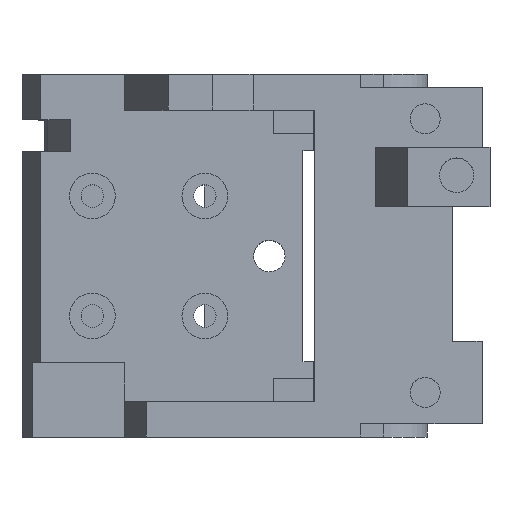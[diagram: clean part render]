
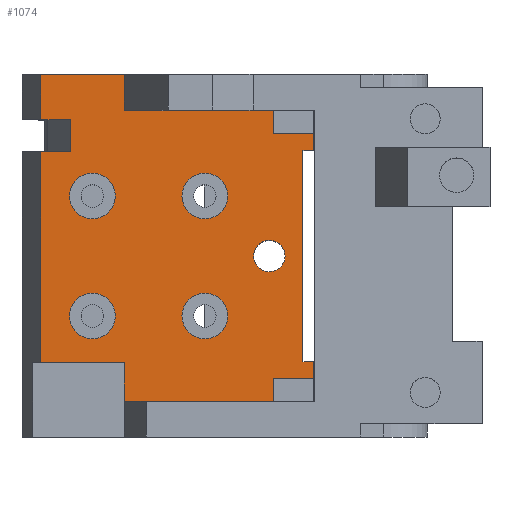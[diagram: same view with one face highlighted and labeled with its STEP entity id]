
A CAD part, top view. The second image highlights one B-rep face of the part: STEP entity #1074.
In plain terms, the highlighted planar face has unit normal (0, 0, 1).
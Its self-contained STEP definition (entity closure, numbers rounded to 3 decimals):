
#282 = VERTEX_POINT('',#283);
#283 = CARTESIAN_POINT('',(-14.88,24.2,35.1));
#289 = EDGE_CURVE('',#282,#290,#292,.T.);
#290 = VERTEX_POINT('',#291);
#291 = CARTESIAN_POINT('',(-3.728,24.2,35.1));
#292 = LINE('',#293,#294);
#293 = CARTESIAN_POINT('',(1.568,24.2,35.1));
#294 = VECTOR('',#295,1.);
#295 = DIRECTION('',(1.,0.,0.));
#1050 = VERTEX_POINT('',#1051);
#1051 = CARTESIAN_POINT('',(-3.728,19.4,35.1));
#1064 = EDGE_CURVE('',#1050,#290,#1065,.T.);
#1065 = LINE('',#1066,#1067);
#1066 = CARTESIAN_POINT('',(-3.728,-24.2,35.1));
#1067 = VECTOR('',#1068,1.);
#1068 = DIRECTION('',(0.,1.,0.));
#1074 = ADVANCED_FACE('',(#1075,#1221,#1232,#1243,#1254,#1274),#1285,.T.
  );
#1075 = FACE_BOUND('',#1076,.T.);
#1076 = EDGE_LOOP('',(#1077,#1085,#1093,#1101,#1109,#1117,#1125,#1133,
    #1141,#1149,#1157,#1165,#1173,#1181,#1189,#1197,#1205,#1213,#1219,
    #1220));
#1077 = ORIENTED_EDGE('',*,*,#1078,.F.);
#1078 = EDGE_CURVE('',#1079,#282,#1081,.T.);
#1079 = VERTEX_POINT('',#1080);
#1080 = CARTESIAN_POINT('',(-14.88,18.2,35.1));
#1081 = LINE('',#1082,#1083);
#1082 = CARTESIAN_POINT('',(-14.88,-24.2,35.1));
#1083 = VECTOR('',#1084,1.);
#1084 = DIRECTION('',(0.,1.,0.));
#1085 = ORIENTED_EDGE('',*,*,#1086,.F.);
#1086 = EDGE_CURVE('',#1087,#1079,#1089,.T.);
#1087 = VERTEX_POINT('',#1088);
#1088 = CARTESIAN_POINT('',(-10.88,18.2,35.1));
#1089 = LINE('',#1090,#1091);
#1090 = CARTESIAN_POINT('',(-14.,18.2,35.1));
#1091 = VECTOR('',#1092,1.);
#1092 = DIRECTION('',(-1.,-0.,-0.));
#1093 = ORIENTED_EDGE('',*,*,#1094,.F.);
#1094 = EDGE_CURVE('',#1095,#1087,#1097,.T.);
#1095 = VERTEX_POINT('',#1096);
#1096 = CARTESIAN_POINT('',(-10.88,13.9,35.1));
#1097 = LINE('',#1098,#1099);
#1098 = CARTESIAN_POINT('',(-10.88,13.9,35.1));
#1099 = VECTOR('',#1100,1.);
#1100 = DIRECTION('',(0.,1.,0.));
#1101 = ORIENTED_EDGE('',*,*,#1102,.F.);
#1102 = EDGE_CURVE('',#1103,#1095,#1105,.T.);
#1103 = VERTEX_POINT('',#1104);
#1104 = CARTESIAN_POINT('',(-14.88,13.9,35.1));
#1105 = LINE('',#1106,#1107);
#1106 = CARTESIAN_POINT('',(-14.38,13.9,35.1));
#1107 = VECTOR('',#1108,1.);
#1108 = DIRECTION('',(1.,0.,0.));
#1109 = ORIENTED_EDGE('',*,*,#1110,.F.);
#1110 = EDGE_CURVE('',#1111,#1103,#1113,.T.);
#1111 = VERTEX_POINT('',#1112);
#1112 = CARTESIAN_POINT('',(-14.88,-14.2,35.1));
#1113 = LINE('',#1114,#1115);
#1114 = CARTESIAN_POINT('',(-14.88,-24.2,35.1));
#1115 = VECTOR('',#1116,1.);
#1116 = DIRECTION('',(0.,1.,0.));
#1117 = ORIENTED_EDGE('',*,*,#1118,.F.);
#1118 = EDGE_CURVE('',#1119,#1111,#1121,.T.);
#1119 = VERTEX_POINT('',#1120);
#1120 = CARTESIAN_POINT('',(-3.728,-14.2,35.1));
#1121 = LINE('',#1122,#1123);
#1122 = CARTESIAN_POINT('',(-3.728,-14.2,35.1));
#1123 = VECTOR('',#1124,1.);
#1124 = DIRECTION('',(-1.,0.,0.));
#1125 = ORIENTED_EDGE('',*,*,#1126,.F.);
#1126 = EDGE_CURVE('',#1127,#1119,#1129,.T.);
#1127 = VERTEX_POINT('',#1128);
#1128 = CARTESIAN_POINT('',(-3.728,-19.4,35.1));
#1129 = LINE('',#1130,#1131);
#1130 = CARTESIAN_POINT('',(-3.728,-24.2,35.1));
#1131 = VECTOR('',#1132,1.);
#1132 = DIRECTION('',(0.,1.,0.));
#1133 = ORIENTED_EDGE('',*,*,#1134,.F.);
#1134 = EDGE_CURVE('',#1135,#1127,#1137,.T.);
#1135 = VERTEX_POINT('',#1136);
#1136 = CARTESIAN_POINT('',(16.1,-19.4,35.1));
#1137 = LINE('',#1138,#1139);
#1138 = CARTESIAN_POINT('',(-4.057,-19.4,35.1));
#1139 = VECTOR('',#1140,1.);
#1140 = DIRECTION('',(-1.,0.,0.));
#1141 = ORIENTED_EDGE('',*,*,#1142,.T.);
#1142 = EDGE_CURVE('',#1135,#1143,#1145,.T.);
#1143 = VERTEX_POINT('',#1144);
#1144 = CARTESIAN_POINT('',(16.1,-16.3,35.1));
#1145 = LINE('',#1146,#1147);
#1146 = CARTESIAN_POINT('',(16.1,-19.4,35.1));
#1147 = VECTOR('',#1148,1.);
#1148 = DIRECTION('',(0.,1.,0.));
#1149 = ORIENTED_EDGE('',*,*,#1150,.F.);
#1150 = EDGE_CURVE('',#1151,#1143,#1153,.T.);
#1151 = VERTEX_POINT('',#1152);
#1152 = CARTESIAN_POINT('',(21.45,-16.3,35.1));
#1153 = LINE('',#1154,#1155);
#1154 = CARTESIAN_POINT('',(21.45,-16.3,35.1));
#1155 = VECTOR('',#1156,1.);
#1156 = DIRECTION('',(-1.,-0.,-0.));
#1157 = ORIENTED_EDGE('',*,*,#1158,.F.);
#1158 = EDGE_CURVE('',#1159,#1151,#1161,.T.);
#1159 = VERTEX_POINT('',#1160);
#1160 = CARTESIAN_POINT('',(21.45,-14.1,35.1));
#1161 = LINE('',#1162,#1163);
#1162 = CARTESIAN_POINT('',(21.45,12.4,35.1));
#1163 = VECTOR('',#1164,1.);
#1164 = DIRECTION('',(0.,-1.,0.));
#1165 = ORIENTED_EDGE('',*,*,#1166,.T.);
#1166 = EDGE_CURVE('',#1159,#1167,#1169,.T.);
#1167 = VERTEX_POINT('',#1168);
#1168 = CARTESIAN_POINT('',(20.1,-14.1,35.1));
#1169 = LINE('',#1170,#1171);
#1170 = CARTESIAN_POINT('',(10.833,-14.1,35.1));
#1171 = VECTOR('',#1172,1.);
#1172 = DIRECTION('',(-1.,0.,0.));
#1173 = ORIENTED_EDGE('',*,*,#1174,.T.);
#1174 = EDGE_CURVE('',#1167,#1175,#1177,.T.);
#1175 = VERTEX_POINT('',#1176);
#1176 = CARTESIAN_POINT('',(20.1,14.1,35.1));
#1177 = LINE('',#1178,#1179);
#1178 = CARTESIAN_POINT('',(20.1,0.3,35.1));
#1179 = VECTOR('',#1180,1.);
#1180 = DIRECTION('',(0.,1.,0.));
#1181 = ORIENTED_EDGE('',*,*,#1182,.T.);
#1182 = EDGE_CURVE('',#1175,#1183,#1185,.T.);
#1183 = VERTEX_POINT('',#1184);
#1184 = CARTESIAN_POINT('',(21.45,14.1,35.1));
#1185 = LINE('',#1186,#1187);
#1186 = CARTESIAN_POINT('',(10.833,14.1,35.1));
#1187 = VECTOR('',#1188,1.);
#1188 = DIRECTION('',(1.,0.,0.));
#1189 = ORIENTED_EDGE('',*,*,#1190,.F.);
#1190 = EDGE_CURVE('',#1191,#1183,#1193,.T.);
#1191 = VERTEX_POINT('',#1192);
#1192 = CARTESIAN_POINT('',(21.45,16.3,35.1));
#1193 = LINE('',#1194,#1195);
#1194 = CARTESIAN_POINT('',(21.45,12.4,35.1));
#1195 = VECTOR('',#1196,1.);
#1196 = DIRECTION('',(0.,-1.,0.));
#1197 = ORIENTED_EDGE('',*,*,#1198,.T.);
#1198 = EDGE_CURVE('',#1191,#1199,#1201,.T.);
#1199 = VERTEX_POINT('',#1200);
#1200 = CARTESIAN_POINT('',(16.1,16.3,35.1));
#1201 = LINE('',#1202,#1203);
#1202 = CARTESIAN_POINT('',(21.45,16.3,35.1));
#1203 = VECTOR('',#1204,1.);
#1204 = DIRECTION('',(-1.,-0.,-0.));
#1205 = ORIENTED_EDGE('',*,*,#1206,.T.);
#1206 = EDGE_CURVE('',#1199,#1207,#1209,.T.);
#1207 = VERTEX_POINT('',#1208);
#1208 = CARTESIAN_POINT('',(16.1,19.4,35.1));
#1209 = LINE('',#1210,#1211);
#1210 = CARTESIAN_POINT('',(16.1,16.3,35.1));
#1211 = VECTOR('',#1212,1.);
#1212 = DIRECTION('',(0.,1.,0.));
#1213 = ORIENTED_EDGE('',*,*,#1214,.F.);
#1214 = EDGE_CURVE('',#1050,#1207,#1215,.T.);
#1215 = LINE('',#1216,#1217);
#1216 = CARTESIAN_POINT('',(15.5,19.4,35.1));
#1217 = VECTOR('',#1218,1.);
#1218 = DIRECTION('',(1.,0.,0.));
#1219 = ORIENTED_EDGE('',*,*,#1064,.T.);
#1220 = ORIENTED_EDGE('',*,*,#289,.F.);
#1221 = FACE_BOUND('',#1222,.T.);
#1222 = EDGE_LOOP('',(#1223));
#1223 = ORIENTED_EDGE('',*,*,#1224,.F.);
#1224 = EDGE_CURVE('',#1225,#1225,#1227,.T.);
#1225 = VERTEX_POINT('',#1226);
#1226 = CARTESIAN_POINT('',(-4.94,-8.,35.1));
#1227 = CIRCLE('',#1228,3.05);
#1228 = AXIS2_PLACEMENT_3D('',#1229,#1230,#1231);
#1229 = CARTESIAN_POINT('',(-7.99,-8.,35.1));
#1230 = DIRECTION('',(0.,0.,1.));
#1231 = DIRECTION('',(1.,0.,0.));
#1232 = FACE_BOUND('',#1233,.T.);
#1233 = EDGE_LOOP('',(#1234));
#1234 = ORIENTED_EDGE('',*,*,#1235,.F.);
#1235 = EDGE_CURVE('',#1236,#1236,#1238,.T.);
#1236 = VERTEX_POINT('',#1237);
#1237 = CARTESIAN_POINT('',(10.06,-8.,35.1));
#1238 = CIRCLE('',#1239,3.05);
#1239 = AXIS2_PLACEMENT_3D('',#1240,#1241,#1242);
#1240 = CARTESIAN_POINT('',(7.01,-8.,35.1));
#1241 = DIRECTION('',(0.,0.,1.));
#1242 = DIRECTION('',(1.,0.,0.));
#1243 = FACE_BOUND('',#1244,.T.);
#1244 = EDGE_LOOP('',(#1245));
#1245 = ORIENTED_EDGE('',*,*,#1246,.F.);
#1246 = EDGE_CURVE('',#1247,#1247,#1249,.T.);
#1247 = VERTEX_POINT('',#1248);
#1248 = CARTESIAN_POINT('',(-4.94,8.,35.1));
#1249 = CIRCLE('',#1250,3.05);
#1250 = AXIS2_PLACEMENT_3D('',#1251,#1252,#1253);
#1251 = CARTESIAN_POINT('',(-7.99,8.,35.1));
#1252 = DIRECTION('',(0.,0.,1.));
#1253 = DIRECTION('',(1.,0.,0.));
#1254 = FACE_BOUND('',#1255,.T.);
#1255 = EDGE_LOOP('',(#1256,#1267));
#1256 = ORIENTED_EDGE('',*,*,#1257,.T.);
#1257 = EDGE_CURVE('',#1258,#1260,#1262,.T.);
#1258 = VERTEX_POINT('',#1259);
#1259 = CARTESIAN_POINT('',(15.6,-2.1,35.1));
#1260 = VERTEX_POINT('',#1261);
#1261 = CARTESIAN_POINT('',(15.6,2.1,35.1));
#1262 = CIRCLE('',#1263,2.1);
#1263 = AXIS2_PLACEMENT_3D('',#1264,#1265,#1266);
#1264 = CARTESIAN_POINT('',(15.6,0.,35.1));
#1265 = DIRECTION('',(0.,-0.,-1.));
#1266 = DIRECTION('',(1.,0.,0.));
#1267 = ORIENTED_EDGE('',*,*,#1268,.F.);
#1268 = EDGE_CURVE('',#1258,#1260,#1269,.T.);
#1269 = CIRCLE('',#1270,2.1);
#1270 = AXIS2_PLACEMENT_3D('',#1271,#1272,#1273);
#1271 = CARTESIAN_POINT('',(15.6,0.,35.1));
#1272 = DIRECTION('',(0.,0.,1.));
#1273 = DIRECTION('',(1.,0.,0.));
#1274 = FACE_BOUND('',#1275,.T.);
#1275 = EDGE_LOOP('',(#1276));
#1276 = ORIENTED_EDGE('',*,*,#1277,.F.);
#1277 = EDGE_CURVE('',#1278,#1278,#1280,.T.);
#1278 = VERTEX_POINT('',#1279);
#1279 = CARTESIAN_POINT('',(10.06,8.,35.1));
#1280 = CIRCLE('',#1281,3.05);
#1281 = AXIS2_PLACEMENT_3D('',#1282,#1283,#1284);
#1282 = CARTESIAN_POINT('',(7.01,8.,35.1));
#1283 = DIRECTION('',(0.,0.,1.));
#1284 = DIRECTION('',(1.,0.,0.));
#1285 = PLANE('',#1286);
#1286 = AXIS2_PLACEMENT_3D('',#1287,#1288,#1289);
#1287 = CARTESIAN_POINT('',(1.188,0.713,35.1));
#1288 = DIRECTION('',(0.,0.,1.));
#1289 = DIRECTION('',(1.,0.,0.));
